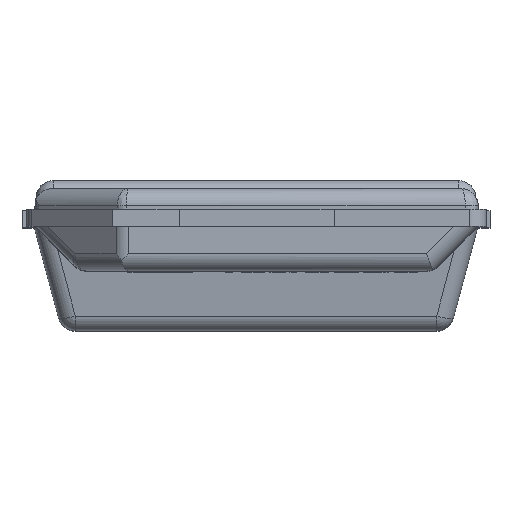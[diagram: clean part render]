
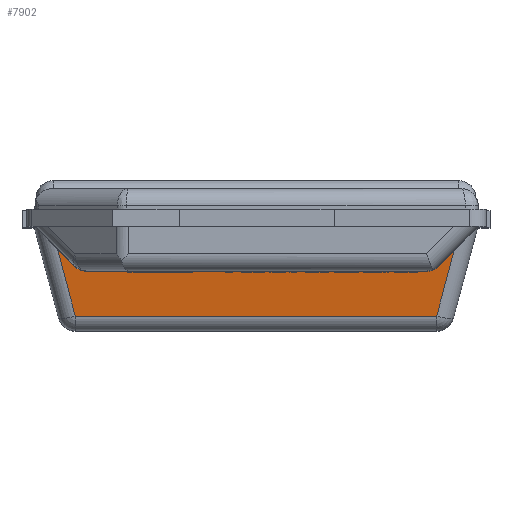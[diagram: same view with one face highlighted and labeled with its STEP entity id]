
A CAD part, top view. The second image highlights one B-rep face of the part: STEP entity #7902.
In plain terms, the highlighted planar face has unit normal (0, -0.122, 0.993).
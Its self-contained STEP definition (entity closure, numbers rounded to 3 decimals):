
#905=FACE_OUTER_BOUND('',#1355,.T.);
#1355=EDGE_LOOP('',(#7102,#7103,#7104,#7105));
#2199=LINE('',#13380,#3060);
#2201=LINE('',#13392,#3062);
#2204=LINE('',#13400,#3065);
#2214=LINE('',#13422,#3075);
#3060=VECTOR('',#10580,1.);
#3062=VECTOR('',#10594,1.);
#3065=VECTOR('',#10601,1.);
#3075=VECTOR('',#10629,1.);
#3793=VERTEX_POINT('',#13368);
#3796=VERTEX_POINT('',#13378);
#3800=VERTEX_POINT('',#13388);
#3803=VERTEX_POINT('',#13399);
#4884=EDGE_CURVE('',#3796,#3793,#2199,.T.);
#4890=EDGE_CURVE('',#3793,#3800,#2201,.T.);
#4894=EDGE_CURVE('',#3800,#3803,#2204,.T.);
#4907=EDGE_CURVE('',#3803,#3796,#2214,.T.);
#7102=ORIENTED_EDGE('',*,*,#4884,.F.);
#7103=ORIENTED_EDGE('',*,*,#4907,.F.);
#7104=ORIENTED_EDGE('',*,*,#4894,.F.);
#7105=ORIENTED_EDGE('',*,*,#4890,.F.);
#7472=PLANE('',#8552);
#7902=ADVANCED_FACE('',(#905),#7472,.T.);
#8552=AXIS2_PLACEMENT_3D('',#13426,#10636,#10637);
#10580=DIRECTION('',(-0.257,-0.959,-0.118));
#10594=DIRECTION('',(-1.,0.,0.));
#10601=DIRECTION('',(-0.257,0.959,0.118));
#10629=DIRECTION('',(1.,0.,0.));
#10636=DIRECTION('center_axis',(0.,-0.122,0.993));
#10637=DIRECTION('ref_axis',(-1.,0.,0.));
#13368=CARTESIAN_POINT('',(2.1,-1.124,3.081));
#13378=CARTESIAN_POINT('',(2.374,-0.1,3.207));
#13380=CARTESIAN_POINT('',(2.13,-1.013,3.094));
#13388=CARTESIAN_POINT('',(-2.1,-1.124,3.081));
#13392=CARTESIAN_POINT('',(-1.288,-1.124,3.081));
#13399=CARTESIAN_POINT('',(-2.374,-0.1,3.207));
#13400=CARTESIAN_POINT('',(-2.283,-0.443,3.164));
#13422=CARTESIAN_POINT('',(-2.575,-0.1,3.207));
#13426=CARTESIAN_POINT('Origin',(-2.575,-0.1,
3.207));
